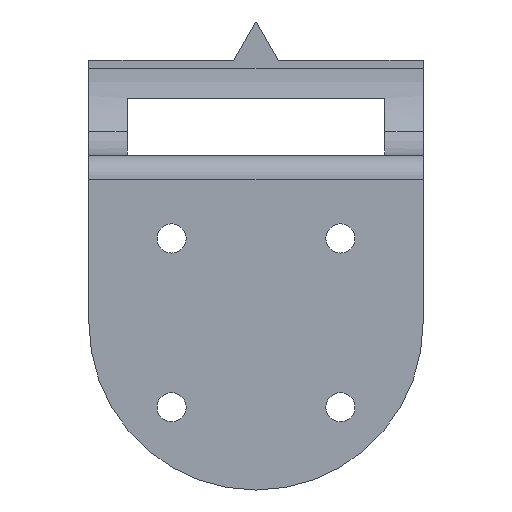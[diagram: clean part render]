
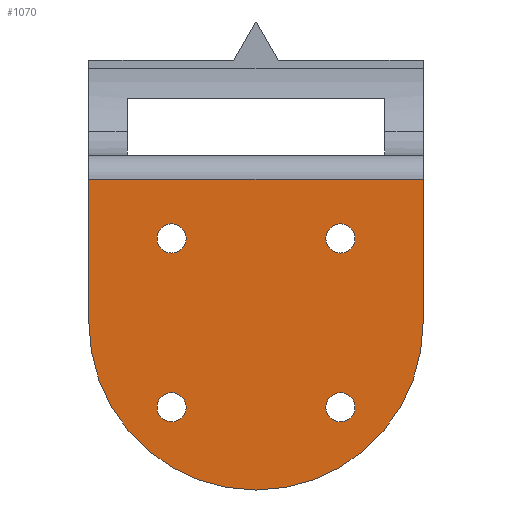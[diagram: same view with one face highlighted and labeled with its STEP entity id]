
A CAD part, front view. The second image highlights one B-rep face of the part: STEP entity #1070.
In plain terms, the highlighted planar face has unit normal (0, -1, 0).
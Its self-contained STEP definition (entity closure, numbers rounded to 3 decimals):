
#56 = CARTESIAN_POINT ( 'NONE',  ( 17.678, 0., -17.678 ) ) ;
#71 = VERTEX_POINT ( 'NONE', #237 ) ;
#84 = ORIENTED_EDGE ( 'NONE', *, *, #830, .F. ) ;
#110 = EDGE_LOOP ( 'NONE', ( #1012, #208, #1181, #239 ) ) ;
#112 = VECTOR ( 'NONE', #712, 1000. ) ;
#114 = VECTOR ( 'NONE', #335, 1000. ) ;
#116 = DIRECTION ( 'NONE',  ( 0., -1., 0. ) ) ;
#136 = EDGE_LOOP ( 'NONE', ( #284, #194 ) ) ;
#151 = DIRECTION ( 'NONE',  ( -1., 0., 0. ) ) ;
#168 = CARTESIAN_POINT ( 'NONE',  ( -35., 0., 30.033 ) ) ;
#174 = FACE_BOUND ( 'NONE', #394, .T. ) ;
#179 = AXIS2_PLACEMENT_3D ( 'NONE', #452, #116, #1015 ) ;
#194 = ORIENTED_EDGE ( 'NONE', *, *, #905, .F. ) ;
#208 = ORIENTED_EDGE ( 'NONE', *, *, #656, .T. ) ;
#210 = DIRECTION ( 'NONE',  ( 0., 0., -1. ) ) ;
#212 = CARTESIAN_POINT ( 'NONE',  ( 35., 0., -35. ) ) ;
#237 = CARTESIAN_POINT ( 'NONE',  ( 17.678, 0., -20.728 ) ) ;
#239 = ORIENTED_EDGE ( 'NONE', *, *, #331, .T. ) ;
#241 = CIRCLE ( 'NONE', #1303, 3.05 ) ;
#267 = ORIENTED_EDGE ( 'NONE', *, *, #753, .F. ) ;
#277 = VERTEX_POINT ( 'NONE', #446 ) ;
#284 = ORIENTED_EDGE ( 'NONE', *, *, #449, .F. ) ;
#307 = EDGE_CURVE ( 'NONE', #1429, #431, #935, .T. ) ;
#325 = AXIS2_PLACEMENT_3D ( 'NONE', #761, #421, #872 ) ;
#331 = EDGE_CURVE ( 'NONE', #1097, #670, #891, .T. ) ;
#333 = DIRECTION ( 'NONE',  ( 0., -1., 0. ) ) ;
#335 = DIRECTION ( 'NONE',  ( 0., 0., 1. ) ) ;
#336 = VERTEX_POINT ( 'NONE', #414 ) ;
#338 = CARTESIAN_POINT ( 'NONE',  ( -17.678, 0., 20.728 ) ) ;
#363 = EDGE_CURVE ( 'NONE', #569, #496, #370, .T. ) ;
#365 = DIRECTION ( 'NONE',  ( 0., -1., 0. ) ) ;
#366 = DIRECTION ( 'NONE',  ( 0., 0., -1. ) ) ;
#370 = CIRCLE ( 'NONE', #325, 3.05 ) ;
#372 = CARTESIAN_POINT ( 'NONE',  ( -17.678, 0., 17.678 ) ) ;
#384 = CARTESIAN_POINT ( 'NONE',  ( -17.678, 0., -14.628 ) ) ;
#387 = CARTESIAN_POINT ( 'NONE',  ( 35., 0., 0. ) ) ;
#394 = EDGE_LOOP ( 'NONE', ( #982, #531 ) ) ;
#414 = CARTESIAN_POINT ( 'NONE',  ( -17.678, 0., 14.628 ) ) ;
#421 = DIRECTION ( 'NONE',  ( 0., -1., 0. ) ) ;
#431 = VERTEX_POINT ( 'NONE', #773 ) ;
#437 = DIRECTION ( 'NONE',  ( 0., 0., -1. ) ) ;
#438 = CIRCLE ( 'NONE', #179, 3.05 ) ;
#446 = CARTESIAN_POINT ( 'NONE',  ( 35., 0., 30.033 ) ) ;
#449 = EDGE_CURVE ( 'NONE', #722, #336, #438, .T. ) ;
#452 = CARTESIAN_POINT ( 'NONE',  ( -17.678, 0., 17.678 ) ) ;
#459 = VECTOR ( 'NONE', #151, 1000. ) ;
#464 = CARTESIAN_POINT ( 'NONE',  ( 17.678, 0., -17.678 ) ) ;
#470 = EDGE_CURVE ( 'NONE', #1097, #1106, #1200, .T. ) ;
#484 = DIRECTION ( 'NONE',  ( 0., 0., -1. ) ) ;
#496 = VERTEX_POINT ( 'NONE', #1065 ) ;
#503 = CIRCLE ( 'NONE', #737, 3.05 ) ;
#521 = ORIENTED_EDGE ( 'NONE', *, *, #634, .F. ) ;
#524 = DIRECTION ( 'NONE',  ( 0., -1., 0. ) ) ;
#531 = ORIENTED_EDGE ( 'NONE', *, *, #989, .F. ) ;
#569 = VERTEX_POINT ( 'NONE', #384 ) ;
#580 = CARTESIAN_POINT ( 'NONE',  ( 17.678, 0., 20.728 ) ) ;
#589 = LINE ( 'NONE', #168, #459 ) ;
#600 = CARTESIAN_POINT ( 'NONE',  ( 17.678, 0., -14.628 ) ) ;
#621 = PLANE ( 'NONE',  #662 ) ;
#634 = EDGE_CURVE ( 'NONE', #1392, #71, #1048, .T. ) ;
#643 = AXIS2_PLACEMENT_3D ( 'NONE', #56, #706, #1379 ) ;
#656 = EDGE_CURVE ( 'NONE', #277, #1106, #589, .T. ) ;
#662 = AXIS2_PLACEMENT_3D ( 'NONE', #973, #740, #1434 ) ;
#670 = VERTEX_POINT ( 'NONE', #387 ) ;
#706 = DIRECTION ( 'NONE',  ( 0., -1., 0. ) ) ;
#712 = DIRECTION ( 'NONE',  ( 0., 0., 1. ) ) ;
#722 = VERTEX_POINT ( 'NONE', #338 ) ;
#731 = FACE_BOUND ( 'NONE', #930, .T. ) ;
#737 = AXIS2_PLACEMENT_3D ( 'NONE', #1348, #1028, #437 ) ;
#740 = DIRECTION ( 'NONE',  ( 0., -1., 0. ) ) ;
#753 = EDGE_CURVE ( 'NONE', #71, #1392, #838, .T. ) ;
#761 = CARTESIAN_POINT ( 'NONE',  ( -17.678, 0., -17.678 ) ) ;
#771 = AXIS2_PLACEMENT_3D ( 'NONE', #464, #1251, #911 ) ;
#773 = CARTESIAN_POINT ( 'NONE',  ( 17.678, 0., 14.628 ) ) ;
#830 = EDGE_CURVE ( 'NONE', #431, #1429, #503, .T. ) ;
#838 = CIRCLE ( 'NONE', #771, 3.05 ) ;
#844 = FACE_BOUND ( 'NONE', #136, .T. ) ;
#872 = DIRECTION ( 'NONE',  ( 0., 0., -1. ) ) ;
#874 = FACE_OUTER_BOUND ( 'NONE', #110, .T. ) ;
#881 = LINE ( 'NONE', #212, #114 ) ;
#891 = CIRCLE ( 'NONE', #1385, 35. ) ;
#905 = EDGE_CURVE ( 'NONE', #336, #722, #925, .T. ) ;
#911 = DIRECTION ( 'NONE',  ( 0., 0., -1. ) ) ;
#925 = CIRCLE ( 'NONE', #1447, 3.05 ) ;
#930 = EDGE_LOOP ( 'NONE', ( #521, #267 ) ) ;
#935 = CIRCLE ( 'NONE', #1266, 3.05 ) ;
#952 = CARTESIAN_POINT ( 'NONE',  ( -35., 0., -35. ) ) ;
#973 = CARTESIAN_POINT ( 'NONE',  ( 0., 0., 0. ) ) ;
#976 = CARTESIAN_POINT ( 'NONE',  ( 0., 0., 0. ) ) ;
#982 = ORIENTED_EDGE ( 'NONE', *, *, #363, .F. ) ;
#989 = EDGE_CURVE ( 'NONE', #496, #569, #241, .T. ) ;
#1012 = ORIENTED_EDGE ( 'NONE', *, *, #1147, .T. ) ;
#1015 = DIRECTION ( 'NONE',  ( 0., 0., -1. ) ) ;
#1028 = DIRECTION ( 'NONE',  ( 0., -1., 0. ) ) ;
#1031 = ORIENTED_EDGE ( 'NONE', *, *, #307, .F. ) ;
#1048 = CIRCLE ( 'NONE', #643, 3.05 ) ;
#1065 = CARTESIAN_POINT ( 'NONE',  ( -17.678, 0., -20.728 ) ) ;
#1067 = FACE_BOUND ( 'NONE', #1077, .T. ) ;
#1070 = ADVANCED_FACE ( 'NONE', ( #844, #1067, #731, #174, #874 ), #621, .T. ) ;
#1077 = EDGE_LOOP ( 'NONE', ( #1031, #84 ) ) ;
#1094 = CARTESIAN_POINT ( 'NONE',  ( 17.678, 0., 17.678 ) ) ;
#1097 = VERTEX_POINT ( 'NONE', #1420 ) ;
#1106 = VERTEX_POINT ( 'NONE', #1415 ) ;
#1147 = EDGE_CURVE ( 'NONE', #670, #277, #881, .T. ) ;
#1181 = ORIENTED_EDGE ( 'NONE', *, *, #470, .F. ) ;
#1200 = LINE ( 'NONE', #952, #112 ) ;
#1251 = DIRECTION ( 'NONE',  ( 0., -1., 0. ) ) ;
#1266 = AXIS2_PLACEMENT_3D ( 'NONE', #1094, #333, #1425 ) ;
#1303 = AXIS2_PLACEMENT_3D ( 'NONE', #1377, #365, #484 ) ;
#1348 = CARTESIAN_POINT ( 'NONE',  ( 17.678, 0., 17.678 ) ) ;
#1371 = DIRECTION ( 'NONE',  ( 0., -1., 0. ) ) ;
#1377 = CARTESIAN_POINT ( 'NONE',  ( -17.678, 0., -17.678 ) ) ;
#1379 = DIRECTION ( 'NONE',  ( 0., 0., -1. ) ) ;
#1385 = AXIS2_PLACEMENT_3D ( 'NONE', #976, #524, #210 ) ;
#1392 = VERTEX_POINT ( 'NONE', #600 ) ;
#1415 = CARTESIAN_POINT ( 'NONE',  ( -35., 0., 30.033 ) ) ;
#1420 = CARTESIAN_POINT ( 'NONE',  ( -35., 0., 0. ) ) ;
#1425 = DIRECTION ( 'NONE',  ( 0., 0., -1. ) ) ;
#1429 = VERTEX_POINT ( 'NONE', #580 ) ;
#1434 = DIRECTION ( 'NONE',  ( 0., 0., -1. ) ) ;
#1447 = AXIS2_PLACEMENT_3D ( 'NONE', #372, #1371, #366 ) ;
